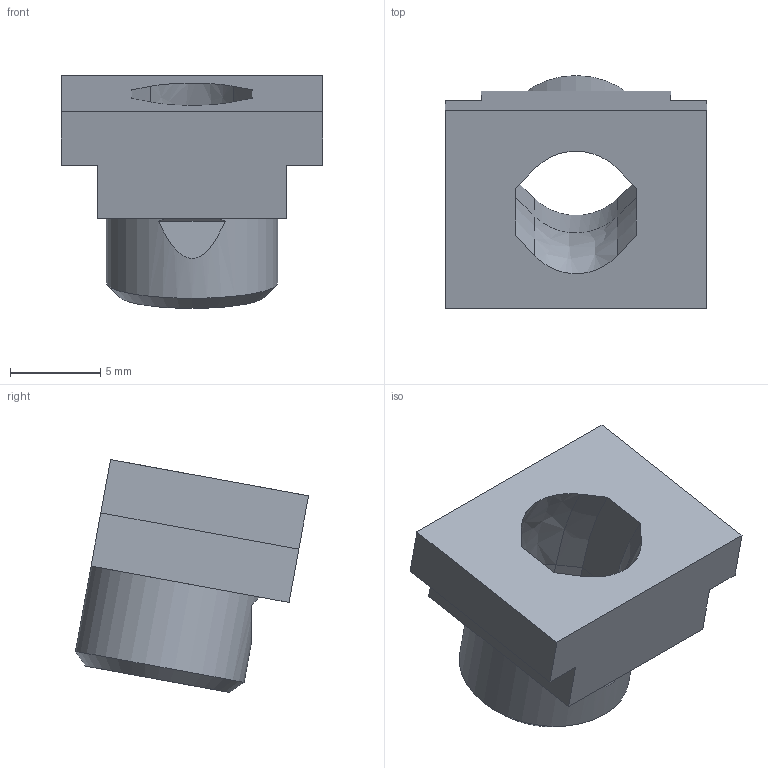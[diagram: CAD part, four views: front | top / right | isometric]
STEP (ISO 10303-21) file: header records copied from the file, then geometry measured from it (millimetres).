
FILE_DESCRIPTION(/* description */ (''),/* implementation_level */ '2;1');
FILE_NAME(/* name */ '25_Magwell_Feed_Lip.step',/* time_stamp */ '2023-08-25T22:11:48+01:00',/* author */ (''),/* organization */ (''),/* preprocessor_version */ 'ST-DEVELOPER v20',/* originating_system */ 'Autodesk Translation Framework v12.9.0.99',/* authorisation */ '');
FILE_SCHEMA (('AUTOMOTIVE_DESIGN { 1 0 10303 214 3 1 1 }'));
Length unit declared in the file: millimetre
Products named in the file (1): 25. Magwell Feed Lip
Bounding box: 14.5 x 12.91 x 12.9 mm (x, y, z)
Volume: 816.6 mm3; surface area: 932.9 mm2
Topology: 1 solids, 1 shells, 31 faces, 78 edges, 49 vertices
Faces by surface type: plane 21, bspline 6, cylinder 3, cone 1
Full cylindrical faces by diameter (mm): 9.5 x1
Entity records: 1072 total; most frequent: CARTESIAN_POINT 349, ORIENTED_EDGE 152, DIRECTION 118, EDGE_CURVE 76, VERTEX_POINT 47, LINE 46, VECTOR 46, AXIS2_PLACEMENT_3D 36
